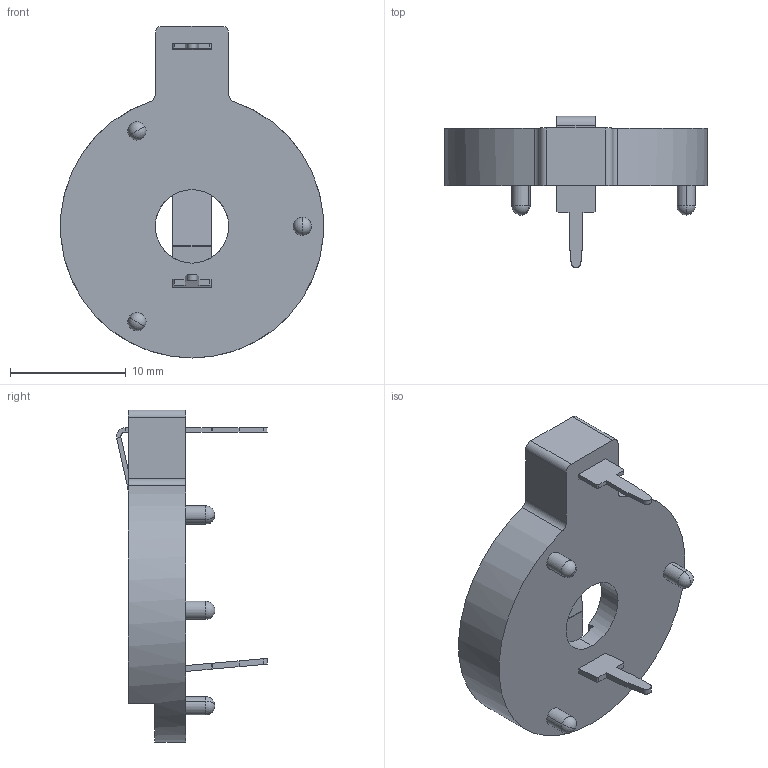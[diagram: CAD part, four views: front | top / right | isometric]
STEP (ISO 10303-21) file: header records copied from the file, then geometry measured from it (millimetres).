
FILE_DESCRIPTION (( 'STEP AP214' ), '1' );
FILE_NAME ('103.STEP', '2023-02-28T05:18:12', ( '' ), ( '' ), 'SwSTEP 2.0', 'SolidWorks 2017', '' );
FILE_SCHEMA (( 'AUTOMOTIVE_DESIGN' ));
Length unit declared in the file: millimetre
Products named in the file (2): 103_103; 103
Assembly tree (1 placements, depth 2):
  103
    103_103
Bounding box: 22.71 x 13.05 x 28.7 mm (x, y, z)
Volume: 1136.2 mm3; surface area: 1799.3 mm2
Topology: 3 solids, 3 shells, 112 faces, 284 edges, 175 vertices
Faces by surface type: plane 74, cylinder 30, sphere 6, cone 2
Entity records: 3332 total; most frequent: DIRECTION 574, CARTESIAN_POINT 569, ORIENTED_EDGE 544, EDGE_CURVE 272, VECTOR 194, LINE 194, AXIS2_PLACEMENT_3D 190, VERTEX_POINT 169
